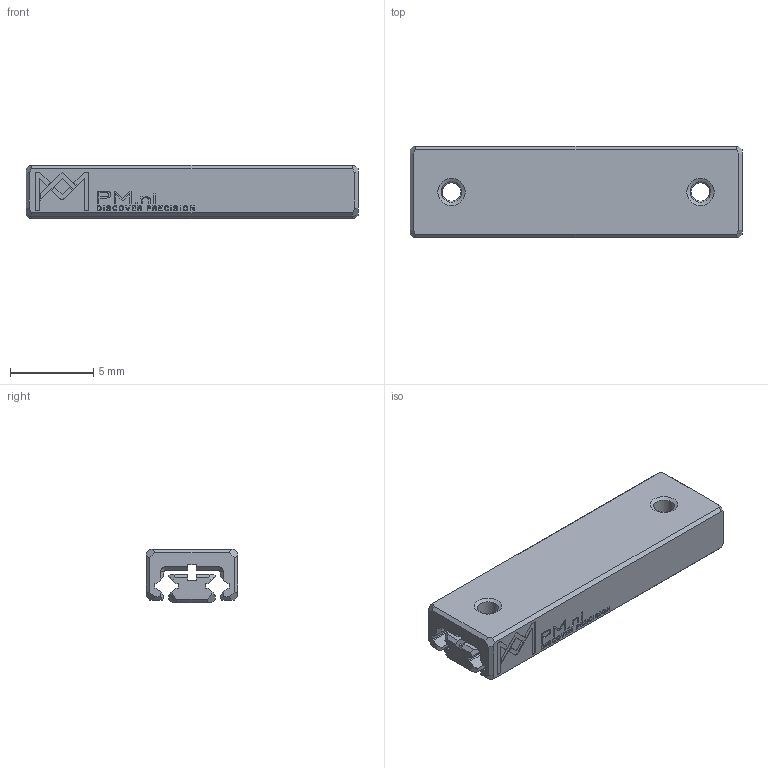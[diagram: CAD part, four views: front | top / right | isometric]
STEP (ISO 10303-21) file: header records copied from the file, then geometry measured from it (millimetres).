
FILE_DESCRIPTION(/* description */ (''),/* implementation_level */ '2;1');
FILE_NAME(/* name */ 'MSR 3-20.stp',/* time_stamp */ '2024-09-27T09:18:33+02:00',/* author */ (''),/* organization */ (''),/* preprocessor_version */ 'ST-DEVELOPER v16.7',/* originating_system */ 'SIEMENS PLM Software NX 12.0',/* authorisation */ '');
FILE_SCHEMA (('AUTOMOTIVE_DESIGN { 1 0 10303 214 3 1 1 1 }'));
Length unit declared in the file: millimetre
Products named in the file (1): 081719_B_1-Slide MSR 3-20 Assy_stp
Bounding box: 20 x 5.5 x 3.2 mm (x, y, z)
Volume: 262.8 mm3; surface area: 708.5 mm2
Topology: 2 solids, 2 shells, 1098 faces, 3084 edges, 2052 vertices
Faces by surface type: plane 896, bspline 180, cone 16, cylinder 6
Full cylindrical faces by diameter (mm): 1.1 x2, 1.25 x2
Entity records: 39815 total; most frequent: CARTESIAN_POINT 8751, ORIENTED_EDGE 6144, DIRECTION 4578, EDGE_CURVE 3072, LINE 2652, VECTOR 2652, VERTEX_POINT 2048, EDGE_LOOP 1176
